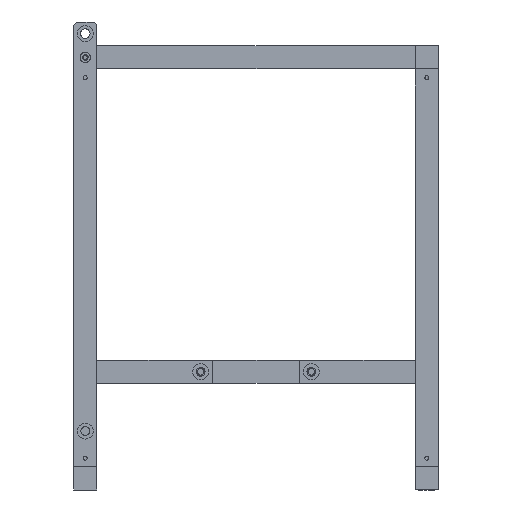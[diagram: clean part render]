
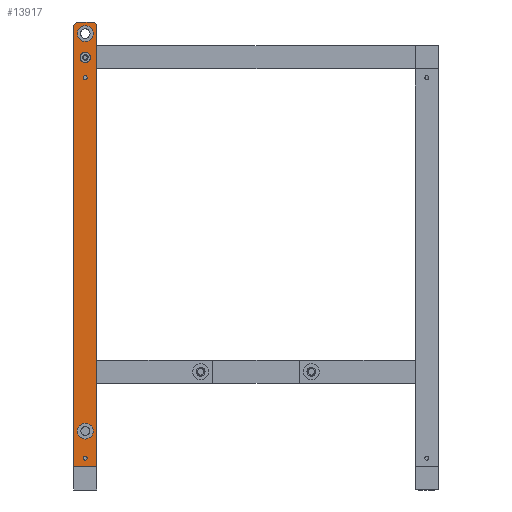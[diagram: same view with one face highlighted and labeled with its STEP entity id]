
A CAD part, front view. The second image highlights one B-rep face of the part: STEP entity #13917.
In plain terms, the highlighted planar face has unit normal (0, -1, 0).
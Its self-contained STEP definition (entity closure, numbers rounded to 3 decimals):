
#332 = VERTEX_POINT ( 'NONE', #4800 ) ;
#454 = VERTEX_POINT ( 'NONE', #7943 ) ;
#457 = CIRCLE ( 'NONE', #9630, 1.25 ) ;
#518 = DIRECTION ( 'NONE',  ( 0., -1., 0. ) ) ;
#521 = AXIS2_PLACEMENT_3D ( 'NONE', #13255, #5574, #10840 ) ;
#805 = DIRECTION ( 'NONE',  ( 1., 0., 0. ) ) ;
#837 = AXIS2_PLACEMENT_3D ( 'NONE', #4522, #10674, #1463 ) ;
#953 = CARTESIAN_POINT ( 'NONE',  ( -107.25, -49.5, -222.5 ) ) ;
#974 = ORIENTED_EDGE ( 'NONE', *, *, #4418, .F. ) ;
#995 = CARTESIAN_POINT ( 'NONE',  ( -107.25, -49.5, -222.5 ) ) ;
#1073 = CARTESIAN_POINT ( 'NONE',  ( -107.25, -49.5, 22.25 ) ) ;
#1198 = CARTESIAN_POINT ( 'NONE',  ( -107.25, -49.5, 15.5 ) ) ;
#1463 = DIRECTION ( 'NONE',  ( 0., 0., -1. ) ) ;
#1580 = ORIENTED_EDGE ( 'NONE', *, *, #7126, .F. ) ;
#1845 = EDGE_LOOP ( 'NONE', ( #974, #12843 ) ) ;
#1882 = AXIS2_PLACEMENT_3D ( 'NONE', #18937, #17393, #6424 ) ;
#1969 = EDGE_LOOP ( 'NONE', ( #10793, #3521 ) ) ;
#1990 = CARTESIAN_POINT ( 'NONE',  ( -107.25, -49.5, 12.25 ) ) ;
#2013 = VERTEX_POINT ( 'NONE', #3226 ) ;
#2066 = AXIS2_PLACEMENT_3D ( 'NONE', #953, #18064, #13492 ) ;
#2225 = CARTESIAN_POINT ( 'NONE',  ( -114.5, -49.5, -245. ) ) ;
#2452 = DIRECTION ( 'NONE',  ( 0., 0., -1. ) ) ;
#2887 = CARTESIAN_POINT ( 'NONE',  ( -107.25, -49.5, -239.5 ) ) ;
#2895 = DIRECTION ( 'NONE',  ( 0., -1., 0. ) ) ;
#2930 = LINE ( 'NONE', #14497, #9187 ) ;
#2973 = DIRECTION ( 'NONE',  ( -1., 0., 0. ) ) ;
#3030 = DIRECTION ( 'NONE',  ( 0., -1., 0. ) ) ;
#3100 = DIRECTION ( 'NONE',  ( 0., 0., -1. ) ) ;
#3226 = CARTESIAN_POINT ( 'NONE',  ( -107.25, -49.5, 32.25 ) ) ;
#3235 = CARTESIAN_POINT ( 'NONE',  ( -107.25, -49.5, -238.25 ) ) ;
#3271 = EDGE_CURVE ( 'NONE', #16136, #8247, #10816, .T. ) ;
#3301 = VERTEX_POINT ( 'NONE', #19878 ) ;
#3394 = AXIS2_PLACEMENT_3D ( 'NONE', #1990, #15652, #7936 ) ;
#3490 = EDGE_CURVE ( 'NONE', #11844, #332, #17154, .T. ) ;
#3521 = ORIENTED_EDGE ( 'NONE', *, *, #8255, .F. ) ;
#3569 = AXIS2_PLACEMENT_3D ( 'NONE', #995, #8600, #2452 ) ;
#3818 = DIRECTION ( 'NONE',  ( 0., 0., -1. ) ) ;
#4418 = EDGE_CURVE ( 'NONE', #332, #11844, #18042, .T. ) ;
#4497 = FACE_BOUND ( 'NONE', #1845, .T. ) ;
#4522 = CARTESIAN_POINT ( 'NONE',  ( -107.25, -49.5, 27.25 ) ) ;
#4675 = EDGE_LOOP ( 'NONE', ( #1580, #6998 ) ) ;
#4713 = EDGE_CURVE ( 'NONE', #16800, #11396, #11194, .T. ) ;
#4800 = CARTESIAN_POINT ( 'NONE',  ( -107.25, -49.5, 9. ) ) ;
#5176 = DIRECTION ( 'NONE',  ( 0., -1., 0. ) ) ;
#5204 = DIRECTION ( 'NONE',  ( 0., 0., 1. ) ) ;
#5500 = AXIS2_PLACEMENT_3D ( 'NONE', #9154, #3030, #3100 ) ;
#5574 = DIRECTION ( 'NONE',  ( 0., -1., 0. ) ) ;
#5695 = ORIENTED_EDGE ( 'NONE', *, *, #10899, .F. ) ;
#5992 = CARTESIAN_POINT ( 'NONE',  ( -100., -49.5, -245. ) ) ;
#6014 = VERTEX_POINT ( 'NONE', #6579 ) ;
#6018 = DIRECTION ( 'NONE',  ( 0., -1., 0. ) ) ;
#6275 = DIRECTION ( 'NONE',  ( 0., 0., -1. ) ) ;
#6424 = DIRECTION ( 'NONE',  ( 0., 0., -1. ) ) ;
#6455 = ORIENTED_EDGE ( 'NONE', *, *, #4713, .T. ) ;
#6572 = CIRCLE ( 'NONE', #3569, 5. ) ;
#6579 = CARTESIAN_POINT ( 'NONE',  ( -107.25, -49.5, 0.75 ) ) ;
#6894 = CIRCLE ( 'NONE', #18664, 3. ) ;
#6998 = ORIENTED_EDGE ( 'NONE', *, *, #17784, .F. ) ;
#7126 = EDGE_CURVE ( 'NONE', #10324, #2013, #8943, .T. ) ;
#7289 = CARTESIAN_POINT ( 'NONE',  ( -103., -49.5, 31.5 ) ) ;
#7309 = DIRECTION ( 'NONE',  ( 1., 0., 0. ) ) ;
#7370 = CIRCLE ( 'NONE', #1882, 5. ) ;
#7472 = CARTESIAN_POINT ( 'NONE',  ( -107.25, -49.5, -240.75 ) ) ;
#7916 = EDGE_CURVE ( 'NONE', #15914, #8187, #15228, .T. ) ;
#7936 = DIRECTION ( 'NONE',  ( 0., 0., -1. ) ) ;
#7943 = CARTESIAN_POINT ( 'NONE',  ( -107.25, -49.5, -1.75 ) ) ;
#8187 = VERTEX_POINT ( 'NONE', #10610 ) ;
#8223 = AXIS2_PLACEMENT_3D ( 'NONE', #9075, #13878, #6275 ) ;
#8247 = VERTEX_POINT ( 'NONE', #3235 ) ;
#8255 = EDGE_CURVE ( 'NONE', #8247, #16136, #13477, .T. ) ;
#8281 = CARTESIAN_POINT ( 'NONE',  ( -107.25, -49.5, -217.5 ) ) ;
#8452 = CARTESIAN_POINT ( 'NONE',  ( -107.25, -49.5, -0.5 ) ) ;
#8509 = EDGE_CURVE ( 'NONE', #454, #6014, #15905, .T. ) ;
#8574 = FACE_BOUND ( 'NONE', #4675, .T. ) ;
#8600 = DIRECTION ( 'NONE',  ( 0., -1., 0. ) ) ;
#8735 = DIRECTION ( 'NONE',  ( 0., 0., 1. ) ) ;
#8906 = ORIENTED_EDGE ( 'NONE', *, *, #14265, .F. ) ;
#8943 = CIRCLE ( 'NONE', #837, 5. ) ;
#9075 = CARTESIAN_POINT ( 'NONE',  ( -107.25, -49.5, -239.5 ) ) ;
#9154 = CARTESIAN_POINT ( 'NONE',  ( -100., -49.5, -245. ) ) ;
#9187 = VECTOR ( 'NONE', #805, 1000. ) ;
#9383 = ORIENTED_EDGE ( 'NONE', *, *, #17249, .T. ) ;
#9630 = AXIS2_PLACEMENT_3D ( 'NONE', #8452, #5176, #15976 ) ;
#9639 = CARTESIAN_POINT ( 'NONE',  ( -103., -49.5, 34.5 ) ) ;
#9781 = LINE ( 'NONE', #11743, #17083 ) ;
#9827 = CARTESIAN_POINT ( 'NONE',  ( -114.5, -49.5, -245. ) ) ;
#10135 = ORIENTED_EDGE ( 'NONE', *, *, #8509, .F. ) ;
#10324 = VERTEX_POINT ( 'NONE', #1073 ) ;
#10541 = ORIENTED_EDGE ( 'NONE', *, *, #15450, .F. ) ;
#10552 = PLANE ( 'NONE',  #5500 ) ;
#10610 = CARTESIAN_POINT ( 'NONE',  ( -114.5, -49.5, 32.5 ) ) ;
#10674 = DIRECTION ( 'NONE',  ( 0., -1., 0. ) ) ;
#10778 = LINE ( 'NONE', #11932, #18329 ) ;
#10793 = ORIENTED_EDGE ( 'NONE', *, *, #3271, .F. ) ;
#10816 = CIRCLE ( 'NONE', #17110, 1.25 ) ;
#10840 = DIRECTION ( 'NONE',  ( 0., 0., -1. ) ) ;
#10899 = EDGE_CURVE ( 'NONE', #3301, #13536, #9781, .T. ) ;
#10928 = ORIENTED_EDGE ( 'NONE', *, *, #11628, .T. ) ;
#11194 = LINE ( 'NONE', #19445, #15600 ) ;
#11396 = VERTEX_POINT ( 'NONE', #19275 ) ;
#11436 = ORIENTED_EDGE ( 'NONE', *, *, #13759, .T. ) ;
#11628 = EDGE_CURVE ( 'NONE', #11396, #13536, #6894, .T. ) ;
#11743 = CARTESIAN_POINT ( 'NONE',  ( -100., -49.5, 34.5 ) ) ;
#11793 = VERTEX_POINT ( 'NONE', #8281 ) ;
#11844 = VERTEX_POINT ( 'NONE', #1198 ) ;
#11932 = CARTESIAN_POINT ( 'NONE',  ( -112.5, -49.5, 34.5 ) ) ;
#12526 = CARTESIAN_POINT ( 'NONE',  ( -107.25, -49.5, -227.5 ) ) ;
#12680 = FACE_OUTER_BOUND ( 'NONE', #14504, .T. ) ;
#12843 = ORIENTED_EDGE ( 'NONE', *, *, #3490, .F. ) ;
#12976 = CARTESIAN_POINT ( 'NONE',  ( -107.25, -49.5, -0.5 ) ) ;
#13255 = CARTESIAN_POINT ( 'NONE',  ( -107.25, -49.5, 12.25 ) ) ;
#13477 = CIRCLE ( 'NONE', #8223, 1.25 ) ;
#13492 = DIRECTION ( 'NONE',  ( 0., 0., -1. ) ) ;
#13536 = VERTEX_POINT ( 'NONE', #9639 ) ;
#13543 = ORIENTED_EDGE ( 'NONE', *, *, #7916, .F. ) ;
#13759 = EDGE_CURVE ( 'NONE', #3301, #8187, #10778, .T. ) ;
#13769 = DIRECTION ( 'NONE',  ( 0., 0., -1. ) ) ;
#13878 = DIRECTION ( 'NONE',  ( 0., -1., 0. ) ) ;
#13917 = ADVANCED_FACE ( 'NONE', ( #18758, #14866, #17324, #12680, #4497, #8574 ), #10552, .T. ) ;
#14060 = VERTEX_POINT ( 'NONE', #12526 ) ;
#14254 = ORIENTED_EDGE ( 'NONE', *, *, #19500, .F. ) ;
#14265 = EDGE_CURVE ( 'NONE', #14060, #11793, #6572, .T. ) ;
#14266 = EDGE_LOOP ( 'NONE', ( #8906, #14254 ) ) ;
#14497 = CARTESIAN_POINT ( 'NONE',  ( -100., -49.5, -245. ) ) ;
#14504 = EDGE_LOOP ( 'NONE', ( #11436, #13543, #9383, #6455, #10928, #5695 ) ) ;
#14866 = FACE_BOUND ( 'NONE', #19623, .T. ) ;
#15228 = LINE ( 'NONE', #9827, #15941 ) ;
#15450 = EDGE_CURVE ( 'NONE', #6014, #454, #457, .T. ) ;
#15600 = VECTOR ( 'NONE', #8735, 1000. ) ;
#15652 = DIRECTION ( 'NONE',  ( 0., -1., 0. ) ) ;
#15905 = CIRCLE ( 'NONE', #16808, 1.25 ) ;
#15914 = VERTEX_POINT ( 'NONE', #2225 ) ;
#15941 = VECTOR ( 'NONE', #5204, 1000. ) ;
#15976 = DIRECTION ( 'NONE',  ( 0., 0., -1. ) ) ;
#16136 = VERTEX_POINT ( 'NONE', #7472 ) ;
#16449 = CIRCLE ( 'NONE', #2066, 5. ) ;
#16800 = VERTEX_POINT ( 'NONE', #5992 ) ;
#16808 = AXIS2_PLACEMENT_3D ( 'NONE', #12976, #518, #3818 ) ;
#17083 = VECTOR ( 'NONE', #7309, 1000. ) ;
#17110 = AXIS2_PLACEMENT_3D ( 'NONE', #2887, #6018, #13769 ) ;
#17154 = CIRCLE ( 'NONE', #521, 3.25 ) ;
#17249 = EDGE_CURVE ( 'NONE', #15914, #16800, #2930, .T. ) ;
#17324 = FACE_BOUND ( 'NONE', #14266, .T. ) ;
#17393 = DIRECTION ( 'NONE',  ( 0., -1., 0. ) ) ;
#17784 = EDGE_CURVE ( 'NONE', #2013, #10324, #7370, .T. ) ;
#18042 = CIRCLE ( 'NONE', #3394, 3.25 ) ;
#18064 = DIRECTION ( 'NONE',  ( 0., -1., 0. ) ) ;
#18329 = VECTOR ( 'NONE', #19538, 1000. ) ;
#18664 = AXIS2_PLACEMENT_3D ( 'NONE', #7289, #2895, #2973 ) ;
#18758 = FACE_BOUND ( 'NONE', #1969, .T. ) ;
#18937 = CARTESIAN_POINT ( 'NONE',  ( -107.25, -49.5, 27.25 ) ) ;
#19275 = CARTESIAN_POINT ( 'NONE',  ( -100., -49.5, 31.5 ) ) ;
#19445 = CARTESIAN_POINT ( 'NONE',  ( -100., -49.5, -245. ) ) ;
#19500 = EDGE_CURVE ( 'NONE', #11793, #14060, #16449, .T. ) ;
#19538 = DIRECTION ( 'NONE',  ( -0.707, 0., -0.707 ) ) ;
#19623 = EDGE_LOOP ( 'NONE', ( #10135, #10541 ) ) ;
#19878 = CARTESIAN_POINT ( 'NONE',  ( -112.5, -49.5, 34.5 ) ) ;
